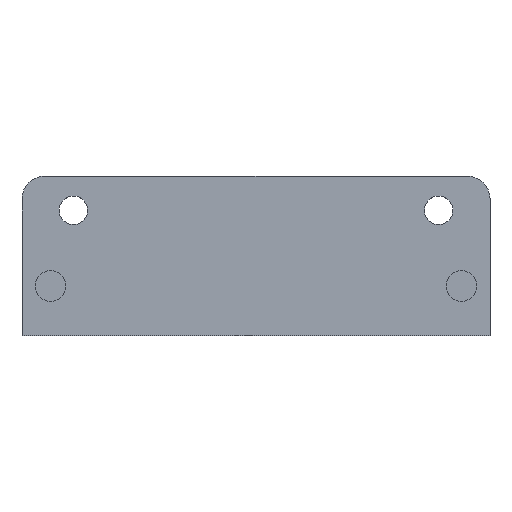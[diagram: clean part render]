
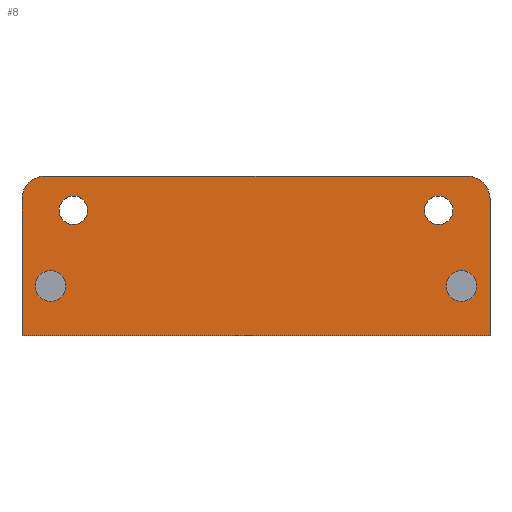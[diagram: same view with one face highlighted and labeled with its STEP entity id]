
A CAD part, top view. The second image highlights one B-rep face of the part: STEP entity #8.
In plain terms, the highlighted planar face has unit normal (0, 0, 1).
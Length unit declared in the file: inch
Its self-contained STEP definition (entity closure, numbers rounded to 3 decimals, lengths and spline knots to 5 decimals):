
#8 = ADVANCED_FACE ( 'NONE', ( #466, #49, #478, #1051, #875 ), #33, .T. ) ;
#16 = ORIENTED_EDGE ( 'NONE', *, *, #762, .T. ) ;
#27 = DIRECTION ( 'NONE',  ( 0., 0., -1. ) ) ;
#30 = CARTESIAN_POINT ( 'NONE',  ( 2.5625, 0., 0. ) ) ;
#33 = PLANE ( 'NONE',  #427 ) ;
#37 = DIRECTION ( 'NONE',  ( 0., 0., -1. ) ) ;
#49 = FACE_BOUND ( 'NONE', #526, .T. ) ;
#61 = EDGE_CURVE ( 'NONE', #785, #785, #157, .T. ) ;
#82 = ORIENTED_EDGE ( 'NONE', *, *, #139, .T. ) ;
#102 = CARTESIAN_POINT ( 'NONE',  ( -2.5625, 0., 0. ) ) ;
#106 = CARTESIAN_POINT ( 'NONE',  ( -2.5625, 0.625, 0. ) ) ;
#117 = ORIENTED_EDGE ( 'NONE', *, *, #61, .T. ) ;
#120 = CARTESIAN_POINT ( 'NONE',  ( 2., 0.5, 0. ) ) ;
#139 = EDGE_CURVE ( 'NONE', #288, #460, #977, .T. ) ;
#141 = DIRECTION ( 'NONE',  ( 0., 0., 1. ) ) ;
#150 = VECTOR ( 'NONE', #534, 39.37008 ) ;
#157 = CIRCLE ( 'NONE', #626, 0.156 ) ;
#199 = DIRECTION ( 'NONE',  ( 0., -1., 0. ) ) ;
#216 = CARTESIAN_POINT ( 'NONE',  ( -2.125, -0.328, 0. ) ) ;
#230 = LINE ( 'NONE', #904, #484 ) ;
#240 = CIRCLE ( 'NONE', #861, 0.125 ) ;
#254 = CARTESIAN_POINT ( 'NONE',  ( 0., 0.875, 0. ) ) ;
#288 = VERTEX_POINT ( 'NONE', #106 ) ;
#289 = DIRECTION ( 'NONE',  ( 1., 0., 0. ) ) ;
#292 = AXIS2_PLACEMENT_3D ( 'NONE', #120, #27, #296 ) ;
#296 = DIRECTION ( 'NONE',  ( 1., 0., 0. ) ) ;
#297 = EDGE_LOOP ( 'NONE', ( #755 ) ) ;
#299 = VERTEX_POINT ( 'NONE', #883 ) ;
#314 = DIRECTION ( 'NONE',  ( 0., 0., -1. ) ) ;
#338 = EDGE_LOOP ( 'NONE', ( #833, #939, #821, #511, #82, #16 ) ) ;
#358 = ORIENTED_EDGE ( 'NONE', *, *, #774, .T. ) ;
#374 = DIRECTION ( 'NONE',  ( 1., 0., 0. ) ) ;
#387 = EDGE_CURVE ( 'NONE', #1017, #288, #1099, .T. ) ;
#398 = DIRECTION ( 'NONE',  ( 1., 0., 0. ) ) ;
#405 = EDGE_CURVE ( 'NONE', #691, #845, #582, .T. ) ;
#407 = DIRECTION ( 'NONE',  ( 1., 0., 0. ) ) ;
#415 = CIRCLE ( 'NONE', #292, 0.156 ) ;
#416 = AXIS2_PLACEMENT_3D ( 'NONE', #970, #429, #407 ) ;
#427 = AXIS2_PLACEMENT_3D ( 'NONE', #574, #1081, #665 ) ;
#429 = DIRECTION ( 'NONE',  ( 0., 0., -1. ) ) ;
#456 = CARTESIAN_POINT ( 'NONE',  ( -1.844, 0.5, 0. ) ) ;
#460 = VERTEX_POINT ( 'NONE', #662 ) ;
#466 = FACE_BOUND ( 'NONE', #297, .T. ) ;
#469 = DIRECTION ( 'NONE',  ( 0., 1., 0. ) ) ;
#470 = CARTESIAN_POINT ( 'NONE',  ( 2.25, -0.328, 0. ) ) ;
#473 = VERTEX_POINT ( 'NONE', #623 ) ;
#478 = FACE_BOUND ( 'NONE', #615, .T. ) ;
#484 = VECTOR ( 'NONE', #398, 39.37008 ) ;
#495 = LINE ( 'NONE', #30, #936 ) ;
#511 = ORIENTED_EDGE ( 'NONE', *, *, #387, .T. ) ;
#513 = DIRECTION ( 'NONE',  ( 1., 0., 0. ) ) ;
#526 = EDGE_LOOP ( 'NONE', ( #358 ) ) ;
#534 = DIRECTION ( 'NONE',  ( -1., 0., 0. ) ) ;
#562 = VERTEX_POINT ( 'NONE', #216 ) ;
#565 = EDGE_CURVE ( 'NONE', #299, #299, #415, .T. ) ;
#574 = CARTESIAN_POINT ( 'NONE',  ( 0., 0., 0. ) ) ;
#582 = CIRCLE ( 'NONE', #646, 0.25 ) ;
#614 = CIRCLE ( 'NONE', #416, 0.125 ) ;
#615 = EDGE_LOOP ( 'NONE', ( #1091 ) ) ;
#623 = CARTESIAN_POINT ( 'NONE',  ( 2.375, -0.328, 0. ) ) ;
#626 = AXIS2_PLACEMENT_3D ( 'NONE', #1007, #314, #513 ) ;
#633 = CARTESIAN_POINT ( 'NONE',  ( 2.3125, 0.625, 0. ) ) ;
#644 = CARTESIAN_POINT ( 'NONE',  ( 2.5625, -0.875, 0. ) ) ;
#646 = AXIS2_PLACEMENT_3D ( 'NONE', #633, #974, #715 ) ;
#651 = CARTESIAN_POINT ( 'NONE',  ( 2.5625, 0.625, 0. ) ) ;
#662 = CARTESIAN_POINT ( 'NONE',  ( -2.5625, -0.875, 0. ) ) ;
#665 = DIRECTION ( 'NONE',  ( 1., 0., 0. ) ) ;
#675 = CARTESIAN_POINT ( 'NONE',  ( 2.3125, 0.875, 0. ) ) ;
#684 = LINE ( 'NONE', #254, #150 ) ;
#687 = EDGE_CURVE ( 'NONE', #473, #473, #240, .T. ) ;
#691 = VERTEX_POINT ( 'NONE', #651 ) ;
#715 = DIRECTION ( 'NONE',  ( 1., 0., 0. ) ) ;
#755 = ORIENTED_EDGE ( 'NONE', *, *, #687, .T. ) ;
#762 = EDGE_CURVE ( 'NONE', #460, #973, #230, .T. ) ;
#774 = EDGE_CURVE ( 'NONE', #562, #562, #614, .T. ) ;
#775 = AXIS2_PLACEMENT_3D ( 'NONE', #907, #141, #289 ) ;
#785 = VERTEX_POINT ( 'NONE', #456 ) ;
#805 = CARTESIAN_POINT ( 'NONE',  ( -2.3125, 0.875, 0. ) ) ;
#808 = VECTOR ( 'NONE', #199, 39.37008 ) ;
#821 = ORIENTED_EDGE ( 'NONE', *, *, #1080, .T. ) ;
#833 = ORIENTED_EDGE ( 'NONE', *, *, #999, .T. ) ;
#845 = VERTEX_POINT ( 'NONE', #675 ) ;
#858 = EDGE_LOOP ( 'NONE', ( #117 ) ) ;
#861 = AXIS2_PLACEMENT_3D ( 'NONE', #470, #37, #374 ) ;
#875 = FACE_OUTER_BOUND ( 'NONE', #338, .T. ) ;
#883 = CARTESIAN_POINT ( 'NONE',  ( 2.156, 0.5, 0. ) ) ;
#904 = CARTESIAN_POINT ( 'NONE',  ( 0., -0.875, 0. ) ) ;
#907 = CARTESIAN_POINT ( 'NONE',  ( -2.3125, 0.625, 0. ) ) ;
#936 = VECTOR ( 'NONE', #469, 39.37008 ) ;
#939 = ORIENTED_EDGE ( 'NONE', *, *, #405, .T. ) ;
#970 = CARTESIAN_POINT ( 'NONE',  ( -2.25, -0.328, 0. ) ) ;
#973 = VERTEX_POINT ( 'NONE', #644 ) ;
#974 = DIRECTION ( 'NONE',  ( 0., 0., 1. ) ) ;
#977 = LINE ( 'NONE', #102, #808 ) ;
#999 = EDGE_CURVE ( 'NONE', #973, #691, #495, .T. ) ;
#1007 = CARTESIAN_POINT ( 'NONE',  ( -2., 0.5, 0. ) ) ;
#1017 = VERTEX_POINT ( 'NONE', #805 ) ;
#1051 = FACE_BOUND ( 'NONE', #858, .T. ) ;
#1080 = EDGE_CURVE ( 'NONE', #845, #1017, #684, .T. ) ;
#1081 = DIRECTION ( 'NONE',  ( 0., 0., 1. ) ) ;
#1091 = ORIENTED_EDGE ( 'NONE', *, *, #565, .T. ) ;
#1099 = CIRCLE ( 'NONE', #775, 0.25 ) ;
